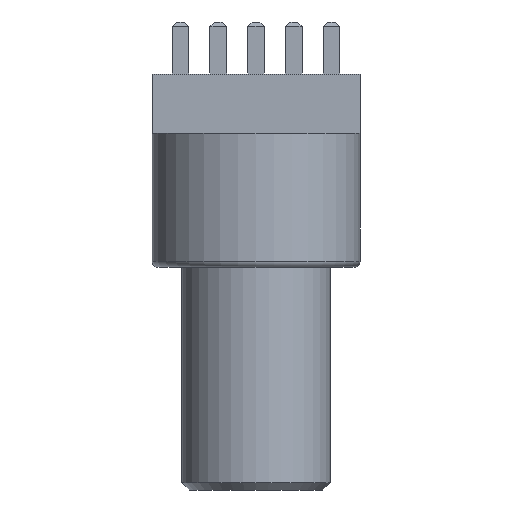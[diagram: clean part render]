
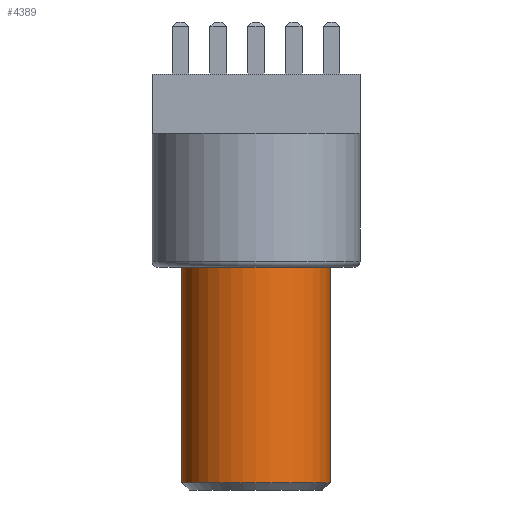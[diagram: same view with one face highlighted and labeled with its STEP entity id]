
A CAD part, front view. The second image highlights one B-rep face of the part: STEP entity #4389.
In plain terms, the highlighted cylindrical face has radius 5 mm (diameter 10 mm), a partial arc.
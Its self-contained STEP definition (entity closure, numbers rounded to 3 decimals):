
#428 = DIRECTION ( 'NONE',  ( 0., 0., 1. ) ) ;
#432 = FACE_OUTER_BOUND ( 'NONE', #3247, .T. ) ;
#433 = CARTESIAN_POINT ( 'NONE',  ( 0., 0., -24. ) ) ;
#434 = CYLINDRICAL_SURFACE ( 'NONE', #1059, 5. ) ;
#435 = DIRECTION ( 'NONE',  ( 1., 0., 0. ) ) ;
#548 = CARTESIAN_POINT ( 'NONE',  ( 0., 0., -9. ) ) ;
#549 = DIRECTION ( 'NONE',  ( 0., 0., -1. ) ) ;
#550 = DIRECTION ( 'NONE',  ( -1., 0., 0. ) ) ;
#870 = CIRCLE ( 'NONE', #873, 5. ) ;
#873 = AXIS2_PLACEMENT_3D ( 'NONE', #1337, #1338, #1339 ) ;
#1059 = AXIS2_PLACEMENT_3D ( 'NONE', #433, #428, #435 ) ;
#1077 = CIRCLE ( 'NONE', #1103, 5. ) ;
#1103 = AXIS2_PLACEMENT_3D ( 'NONE', #548, #549, #550 ) ;
#1207 = VECTOR ( 'NONE', #5275, 1000. ) ;
#1217 = VECTOR ( 'NONE', #5295, 1000. ) ;
#1337 = CARTESIAN_POINT ( 'NONE',  ( 0., 0., -23.5 ) ) ;
#1338 = DIRECTION ( 'NONE',  ( 0., 0., 1. ) ) ;
#1339 = DIRECTION ( 'NONE',  ( -1., 0., 0. ) ) ;
#1585 = CARTESIAN_POINT ( 'NONE',  ( -5., 0., -23.5 ) ) ;
#1621 = CARTESIAN_POINT ( 'NONE',  ( 5., 0., -23.5 ) ) ;
#1622 = CARTESIAN_POINT ( 'NONE',  ( 5., 0., -9. ) ) ;
#1649 = CARTESIAN_POINT ( 'NONE',  ( -5., 0., -9. ) ) ;
#2471 = VERTEX_POINT ( 'NONE', #1585 ) ;
#2507 = VERTEX_POINT ( 'NONE', #1621 ) ;
#2508 = VERTEX_POINT ( 'NONE', #1622 ) ;
#2535 = VERTEX_POINT ( 'NONE', #1649 ) ;
#3247 = EDGE_LOOP ( 'NONE', ( #3369, #3368, #3367, #3366 ) ) ;
#3366 = ORIENTED_EDGE ( 'NONE', *, *, #4467, .T. ) ;
#3367 = ORIENTED_EDGE ( 'NONE', *, *, #5924, .T. ) ;
#3368 = ORIENTED_EDGE ( 'NONE', *, *, #4523, .T. ) ;
#3369 = ORIENTED_EDGE ( 'NONE', *, *, #5930, .F. ) ;
#4389 = ADVANCED_FACE ( 'NONE', ( #432 ), #434, .T. ) ;
#4467 = EDGE_CURVE ( 'NONE', #2508, #2535, #1077, .T. ) ;
#4523 = EDGE_CURVE ( 'NONE', #2471, #2507, #870, .T. ) ;
#5267 = LINE ( 'NONE', #5274, #1207 ) ;
#5274 = CARTESIAN_POINT ( 'NONE',  ( 5., 0., -24. ) ) ;
#5275 = DIRECTION ( 'NONE',  ( 0., 0., 1. ) ) ;
#5292 = LINE ( 'NONE', #5294, #1217 ) ;
#5294 = CARTESIAN_POINT ( 'NONE',  ( -5., 0., -24. ) ) ;
#5295 = DIRECTION ( 'NONE',  ( 0., 0., 1. ) ) ;
#5924 = EDGE_CURVE ( 'NONE', #2507, #2508, #5267, .T. ) ;
#5930 = EDGE_CURVE ( 'NONE', #2471, #2535, #5292, .T. ) ;
